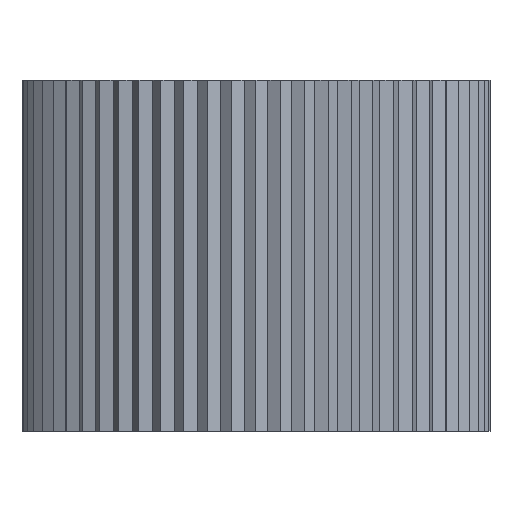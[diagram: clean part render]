
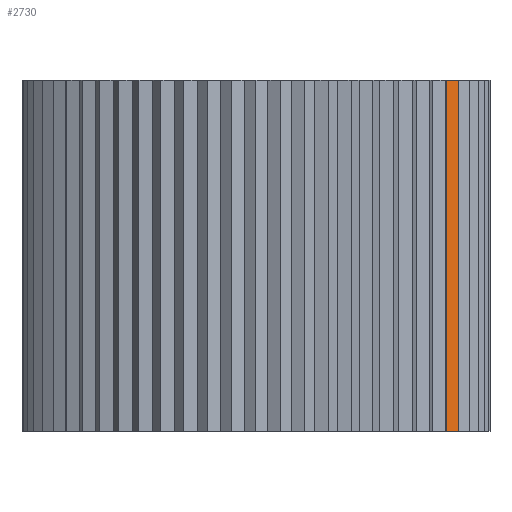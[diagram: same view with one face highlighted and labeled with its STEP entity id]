
A CAD part, front view. The second image highlights one B-rep face of the part: STEP entity #2730.
In plain terms, the highlighted planar face has unit normal (0.474, -0.88, 0).
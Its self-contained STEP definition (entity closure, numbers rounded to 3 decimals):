
#56=PLANE('',#2886);
#194=FACE_OUTER_BOUND('',#333,.T.);
#333=EDGE_LOOP('',(#2083,#2084,#2085,#2086));
#568=LINE('',#5352,#938);
#569=LINE('',#5355,#939);
#570=LINE('',#5357,#940);
#571=LINE('',#5358,#941);
#938=VECTOR('',#3200,10.);
#939=VECTOR('',#3203,10.);
#940=VECTOR('',#3204,10.);
#941=VECTOR('',#3205,10.);
#1291=VERTEX_POINT('',#5348);
#1292=VERTEX_POINT('',#5350);
#1293=VERTEX_POINT('',#5354);
#1294=VERTEX_POINT('',#5356);
#1608=EDGE_CURVE('',#1291,#1292,#568,.T.);
#1609=EDGE_CURVE('',#1293,#1291,#569,.T.);
#1610=EDGE_CURVE('',#1294,#1292,#570,.T.);
#1611=EDGE_CURVE('',#1293,#1294,#571,.T.);
#2083=ORIENTED_EDGE('',*,*,#1609,.T.);
#2084=ORIENTED_EDGE('',*,*,#1608,.T.);
#2085=ORIENTED_EDGE('',*,*,#1610,.F.);
#2086=ORIENTED_EDGE('',*,*,#1611,.F.);
#2730=ADVANCED_FACE('',(#194),#56,.T.);
#2886=AXIS2_PLACEMENT_3D('',#5353,#3201,#3202);
#3200=DIRECTION('',(0.,0.,1.));
#3201=DIRECTION('center_axis',(0.474,-0.88,0.));
#3202=DIRECTION('ref_axis',(0.88,0.474,0.));
#3203=DIRECTION('',(0.88,0.474,0.));
#3204=DIRECTION('',(0.88,0.474,0.));
#3205=DIRECTION('',(0.,0.,1.));
#5348=CARTESIAN_POINT('',(8.66,-5.,0.));
#5350=CARTESIAN_POINT('',(8.66,-5.,15.));
#5352=CARTESIAN_POINT('',(8.66,-5.,0.));
#5353=CARTESIAN_POINT('Origin',(8.135,-5.283,0.));
#5354=CARTESIAN_POINT('',(8.135,-5.283,0.));
#5355=CARTESIAN_POINT('',(8.135,-5.283,0.));
#5356=CARTESIAN_POINT('',(8.135,-5.283,15.));
#5357=CARTESIAN_POINT('',(8.135,-5.283,15.));
#5358=CARTESIAN_POINT('',(8.135,-5.283,0.));
